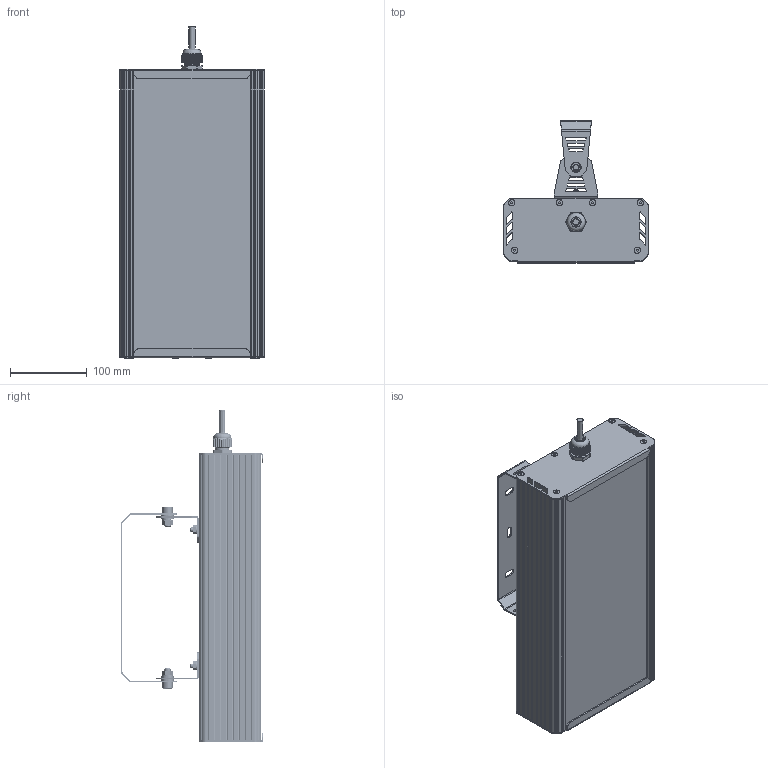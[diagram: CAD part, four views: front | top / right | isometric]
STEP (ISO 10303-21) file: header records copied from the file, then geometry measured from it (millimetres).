
FILE_DESCRIPTION(('STEP AP214'), '1');
FILE_NAME('001.0079.75.000 - ÃÑÏ-Ýêñòðà-Îïòèê-80', '2023-11-02T07:02:33', ('Ëóêîíèí'), ('ÎÊÁ Ñâîé Ñòèëü'), 'C3D Converter', 'C3D Toolkit', '');
FILE_SCHEMA(('AUTOMOTIVE_DESIGN { 1 0 10303 214 3 1 1}'));
Length unit declared in the file: millimetre
Products named in the file (41): 001.0079.75.000
Assembly tree (71 placements, depth 4):
  001.0079.75.000
    (unnamed)
      (unnamed)
      (unnamed)
      (unnamed)
      (unnamed)  x6
      (unnamed)  x6
      (unnamed)
      (unnamed)
      (unnamed)
      (unnamed)
        (unnamed)
      (unnamed)  x8
        (unnamed)
        (unnamed)
        (unnamed)
        (unnamed)
        (unnamed)
        (unnamed)
        (unnamed)
        (unnamed)
        (unnamed)
        (unnamed)
    (unnamed)
      (unnamed)  x2
      (unnamed)
      (unnamed)
      (unnamed)
      (unnamed)
      (unnamed)
      (unnamed)
      (unnamed)  x2
      (unnamed)
      (unnamed)
      (unnamed)
      (unnamed)
      (unnamed)
      (unnamed)
      (unnamed)
      (unnamed)
      (unnamed)
Bounding box: 187.37 x 184.65 x 431.43 mm (x, y, z)
Volume: 1325160.3 mm3; surface area: 1010852 mm2
Topology: 303 solids, 303 shells, 4944 faces, 11927 edges, 7979 vertices
Faces by surface type: plane 3308, cylinder 1298, cone 178, bspline 141, torus 11, sphere 8
Full cylindrical faces by diameter (mm): 1 x8, 2 x16, 2.5 x32, 2.8 x200, 3.2 x8, 3.5 x48, 4 x12, 6 x4, 6.375 x2, 8 x16, 8.5 x8, 9 x104, 12 x3, 12.5 x1, 13.333 x2, 16 x5, 18.5 x3, 20 x1, 23.5 x1
Entity records: 112356 total; most frequent: CARTESIAN_POINT 51791, ORIENTED_EDGE 11236, DIRECTION 10422, EDGE_CURVE 5618, VERTEX_POINT 3842, AXIS2_PLACEMENT_3D 3544, LINE 3334, VECTOR 3334
